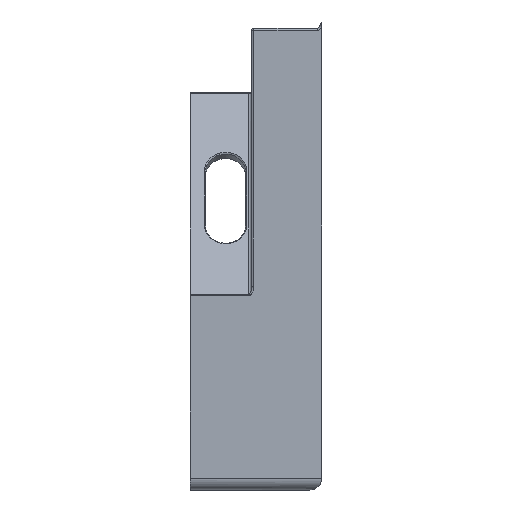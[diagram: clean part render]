
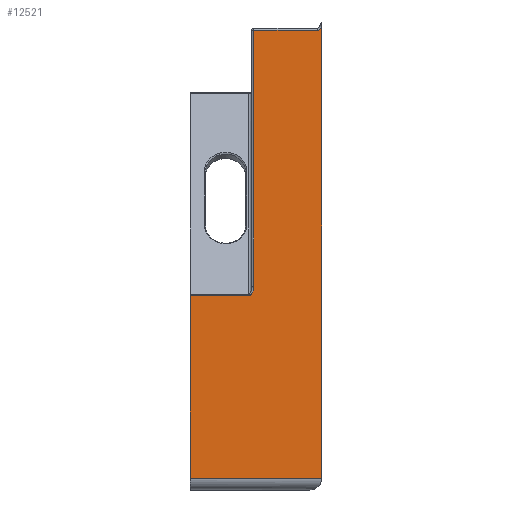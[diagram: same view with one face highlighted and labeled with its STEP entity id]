
A CAD part, left-side view. The second image highlights one B-rep face of the part: STEP entity #12521.
In plain terms, the highlighted planar face has unit normal (-1, 0, 0).
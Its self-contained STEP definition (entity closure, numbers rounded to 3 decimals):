
#60 = ORIENTED_EDGE ( 'NONE', *, *, #9694, .T. ) ;
#435 = DIRECTION ( 'NONE',  ( 0., 0., -1. ) ) ;
#592 = CARTESIAN_POINT ( 'NONE',  ( -100., 1.509, 196.371 ) ) ;
#616 = CARTESIAN_POINT ( 'NONE',  ( -100., 56., 0. ) ) ;
#655 = CARTESIAN_POINT ( 'NONE',  ( -100., 0.433, 196.976 ) ) ;
#739 = DIRECTION ( 'NONE',  ( 0., 1., 0. ) ) ;
#1552 = LINE ( 'NONE', #5785, #2874 ) ;
#1627 = VERTEX_POINT ( 'NONE', #7717 ) ;
#1727 = FACE_OUTER_BOUND ( 'NONE', #12215, .T. ) ;
#2302 = VECTOR ( 'NONE', #739, 1000. ) ;
#2379 = VERTEX_POINT ( 'NONE', #11573 ) ;
#2433 = CARTESIAN_POINT ( 'NONE',  ( -100., 0., 5. ) ) ;
#2792 = DIRECTION ( 'NONE',  ( 0., -1., 0. ) ) ;
#2874 = VECTOR ( 'NONE', #8799, 1000. ) ;
#3286 = ORIENTED_EDGE ( 'NONE', *, *, #12186, .T. ) ;
#3684 = EDGE_CURVE ( 'NONE', #7723, #13610, #9200, .T. ) ;
#3698 = VECTOR ( 'NONE', #3881, 1000. ) ;
#3725 = CARTESIAN_POINT ( 'NONE',  ( -100., 1.006, 196.553 ) ) ;
#3881 = DIRECTION ( 'NONE',  ( 0., 0., -1. ) ) ;
#4321 = EDGE_CURVE ( 'NONE', #1627, #2379, #4982, .T. ) ;
#4425 = ORIENTED_EDGE ( 'NONE', *, *, #11291, .T. ) ;
#4847 = CARTESIAN_POINT ( 'NONE',  ( -100., 29., 0. ) ) ;
#4887 = CARTESIAN_POINT ( 'NONE',  ( -100., 0.856, 196.647 ) ) ;
#4982 = LINE ( 'NONE', #4847, #3698 ) ;
#5348 = EDGE_CURVE ( 'NONE', #7723, #10663, #11335, .T. ) ;
#5595 = CARTESIAN_POINT ( 'NONE',  ( -100., 31., 83.13 ) ) ;
#5623 = CARTESIAN_POINT ( 'NONE',  ( -100., 56., 0. ) ) ;
#5719 = CARTESIAN_POINT ( 'NONE',  ( -100., 0.203, 197.244 ) ) ;
#5785 = CARTESIAN_POINT ( 'NONE',  ( -100., 0., 0. ) ) ;
#5869 = CARTESIAN_POINT ( 'NONE',  ( -100., 1.335, 196.414 ) ) ;
#6214 = AXIS2_PLACEMENT_3D ( 'NONE', #5623, #11281, #435 ) ;
#6855 = ORIENTED_EDGE ( 'NONE', *, *, #4321, .T. ) ;
#7196 = EDGE_CURVE ( 'NONE', #12055, #10663, #8620, .T. ) ;
#7717 = CARTESIAN_POINT ( 'NONE',  ( -100., 29., 196.371 ) ) ;
#7723 = VERTEX_POINT ( 'NONE', #8071 ) ;
#7724 = VECTOR ( 'NONE', #2792, 1000. ) ;
#7890 = CARTESIAN_POINT ( 'NONE',  ( -100., 31., 83.13 ) ) ;
#8041 = VECTOR ( 'NONE', #13616, 1000. ) ;
#8071 = CARTESIAN_POINT ( 'NONE',  ( -100., 56., 5. ) ) ;
#8473 = CARTESIAN_POINT ( 'NONE',  ( -100., 56., 83.13 ) ) ;
#8498 = EDGE_CURVE ( 'NONE', #11557, #8532, #9478, .T. ) ;
#8532 = VERTEX_POINT ( 'NONE', #10791 ) ;
#8620 = LINE ( 'NONE', #11907, #11867 ) ;
#8708 = PLANE ( 'NONE',  #6214 ) ;
#8799 = DIRECTION ( 'NONE',  ( 0., 0., 1. ) ) ;
#8891 = DIRECTION ( 'NONE',  ( 0., 1., 0. ) ) ;
#9068 = ORIENTED_EDGE ( 'NONE', *, *, #8498, .T. ) ;
#9200 = LINE ( 'NONE', #10169, #7724 ) ;
#9478 = B_SPLINE_CURVE_WITH_KNOTS ( 'NONE', 3,
 ( #10192, #5719, #655, #4887, #3725, #5869, #592, #13319 ),
 .UNSPECIFIED., .F., .F.,
 ( 4, 2, 2, 4 ),
 ( 0., 0.001, 0.002, 0.002 ),
 .UNSPECIFIED. ) ;
#9694 = EDGE_CURVE ( 'NONE', #8532, #1627, #12628, .T. ) ;
#9867 = CARTESIAN_POINT ( 'NONE',  ( -100., 29., 87.13 ) ) ;
#10019 = ORIENTED_EDGE ( 'NONE', *, *, #7196, .T. ) ;
#10080 = CARTESIAN_POINT ( 'NONE',  ( -100., 29.828, 83.13 ) ) ;
#10102 = ORIENTED_EDGE ( 'NONE', *, *, #5348, .F. ) ;
#10169 = CARTESIAN_POINT ( 'NONE',  ( -100., 56., 5. ) ) ;
#10192 = CARTESIAN_POINT ( 'NONE',  ( -100., 0., 197.536 ) ) ;
#10663 = VERTEX_POINT ( 'NONE', #8473 ) ;
#10791 = CARTESIAN_POINT ( 'NONE',  ( -100., 1.689, 196.371 ) ) ;
#10838 = CARTESIAN_POINT ( 'NONE',  ( -100., 0., 197.536 ) ) ;
#11281 = DIRECTION ( 'NONE',  ( 1., 0., 0. ) ) ;
#11291 = EDGE_CURVE ( 'NONE', #2379, #12055, #11758, .T. ) ;
#11335 = LINE ( 'NONE', #616, #8041 ) ;
#11346 = ORIENTED_EDGE ( 'NONE', *, *, #3684, .T. ) ;
#11557 = VERTEX_POINT ( 'NONE', #10838 ) ;
#11573 = CARTESIAN_POINT ( 'NONE',  ( -100., 29., 87.13 ) ) ;
#11758 =( BOUNDED_CURVE ( )  B_SPLINE_CURVE ( 3, ( #9867, #11981, #10080, #5595 ),
 .UNSPECIFIED., .F., .T. ) 
 B_SPLINE_CURVE_WITH_KNOTS ( ( 4, 4 ),
 ( 1.571, 3.142 ),
 .UNSPECIFIED. ) 
 CURVE ( )  GEOMETRIC_REPRESENTATION_ITEM ( )  RATIONAL_B_SPLINE_CURVE ( ( 1., 0.805, 0.805, 1. ) ) 
 REPRESENTATION_ITEM ( '' )  );
#11867 = VECTOR ( 'NONE', #8891, 1000. ) ;
#11907 = CARTESIAN_POINT ( 'NONE',  ( -100., 56., 83.13 ) ) ;
#11981 = CARTESIAN_POINT ( 'NONE',  ( -100., 29., 84.786 ) ) ;
#12055 = VERTEX_POINT ( 'NONE', #7890 ) ;
#12186 = EDGE_CURVE ( 'NONE', #13610, #11557, #1552, .T. ) ;
#12215 = EDGE_LOOP ( 'NONE', ( #10102, #11346, #3286, #9068, #60, #6855, #4425, #10019 ) ) ;
#12521 = ADVANCED_FACE ( 'NONE', ( #1727 ), #8708, .F. ) ;
#12628 = LINE ( 'NONE', #12765, #2302 ) ;
#12765 = CARTESIAN_POINT ( 'NONE',  ( -100., 56., 196.371 ) ) ;
#13319 = CARTESIAN_POINT ( 'NONE',  ( -100., 1.689, 196.371 ) ) ;
#13610 = VERTEX_POINT ( 'NONE', #2433 ) ;
#13616 = DIRECTION ( 'NONE',  ( 0., 0., 1. ) ) ;
